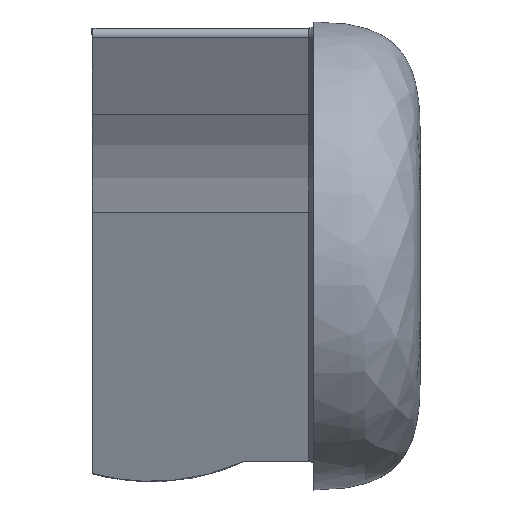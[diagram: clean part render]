
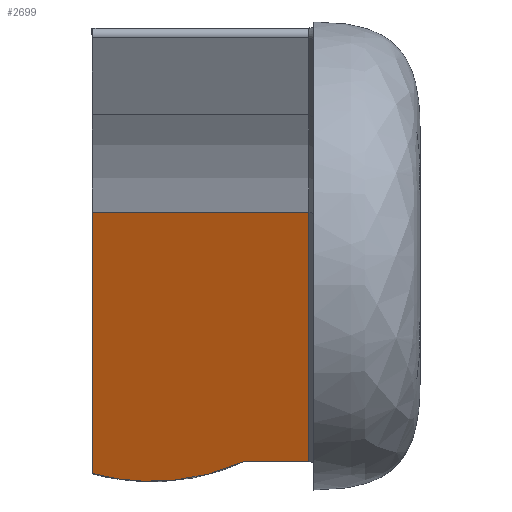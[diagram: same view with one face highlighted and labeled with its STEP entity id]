
A CAD part, top view. The second image highlights one B-rep face of the part: STEP entity #2699.
In plain terms, the highlighted planar face has unit normal (0, -0.342, 0.94).
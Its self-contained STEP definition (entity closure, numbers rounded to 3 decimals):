
#243 = VECTOR ( 'NONE', #4675, 1000. ) ;
#414 = VERTEX_POINT ( 'NONE', #3887 ) ;
#449 = VECTOR ( 'NONE', #722, 1000. ) ;
#555 = EDGE_CURVE ( 'NONE', #3121, #4255, #1784, .T. ) ;
#561 =( BOUNDED_CURVE ( )  B_SPLINE_CURVE ( 3, ( #1780, #1828, #2928, #3334 ),
 .UNSPECIFIED., .F., .T. ) 
 B_SPLINE_CURVE_WITH_KNOTS ( ( 4, 4 ),
 ( 2.721, 3.409 ),
 .UNSPECIFIED. ) 
 CURVE ( )  GEOMETRIC_REPRESENTATION_ITEM ( )  RATIONAL_B_SPLINE_CURVE ( ( 1., 0.961, 0.961, 1. ) ) 
 REPRESENTATION_ITEM ( '' )  );
#625 = VERTEX_POINT ( 'NONE', #1715 ) ;
#628 = AXIS2_PLACEMENT_3D ( 'NONE', #3891, #2869, #4357 ) ;
#674 = CARTESIAN_POINT ( 'NONE',  ( 16.165, -32.858, -51.866 ) ) ;
#722 = DIRECTION ( 'NONE',  ( -1., 0., 0. ) ) ;
#808 = B_SPLINE_CURVE_WITH_KNOTS ( 'NONE', 3,
 ( #3675, #4801, #4110, #674 ),
 .UNSPECIFIED., .F., .F.,
 ( 4, 4 ),
 ( 0.001, 0.002 ),
 .UNSPECIFIED. ) ;
#899 = DIRECTION ( 'NONE',  ( 0., 0.94, 0.342 ) ) ;
#960 = EDGE_CURVE ( 'NONE', #625, #4255, #1130, .T. ) ;
#1053 = ORIENTED_EDGE ( 'NONE', *, *, #960, .T. ) ;
#1130 = LINE ( 'NONE', #3795, #449 ) ;
#1364 = PLANE ( 'NONE',  #628 ) ;
#1395 = CARTESIAN_POINT ( 'NONE',  ( -17.5, 7.052, -37.34 ) ) ;
#1669 = CARTESIAN_POINT ( 'NONE',  ( 17.2, 12.826, -35.238 ) ) ;
#1715 = CARTESIAN_POINT ( 'NONE',  ( 17.2, 7.052, -37.34 ) ) ;
#1780 = CARTESIAN_POINT ( 'NONE',  ( 6.709, -32.858, -51.866 ) ) ;
#1784 = LINE ( 'NONE', #3620, #2035 ) ;
#1826 = ORIENTED_EDGE ( 'NONE', *, *, #4287, .F. ) ;
#1828 = CARTESIAN_POINT ( 'NONE',  ( -0.978, -36.299, -53.119 ) ) ;
#1861 = EDGE_LOOP ( 'NONE', ( #2175, #2692, #1053, #2874, #1826, #3068 ) ) ;
#2035 = VECTOR ( 'NONE', #3989, 1000. ) ;
#2049 = CARTESIAN_POINT ( 'NONE',  ( 18., -32.858, -51.866 ) ) ;
#2175 = ORIENTED_EDGE ( 'NONE', *, *, #3916, .F. ) ;
#2623 = EDGE_CURVE ( 'NONE', #3188, #4528, #3969, .T. ) ;
#2692 = ORIENTED_EDGE ( 'NONE', *, *, #2981, .T. ) ;
#2699 = ADVANCED_FACE ( 'NONE', ( #3229 ), #1364, .T. ) ;
#2740 = CARTESIAN_POINT ( 'NONE',  ( 6.709, -32.858, -51.866 ) ) ;
#2869 = DIRECTION ( 'NONE',  ( 0., -0.342, 0.94 ) ) ;
#2874 = ORIENTED_EDGE ( 'NONE', *, *, #555, .F. ) ;
#2928 = CARTESIAN_POINT ( 'NONE',  ( -9.376, -36.947, -53.354 ) ) ;
#2981 = EDGE_CURVE ( 'NONE', #414, #625, #4301, .T. ) ;
#3017 = CARTESIAN_POINT ( 'NONE',  ( -17.5, -34.724, -52.545 ) ) ;
#3068 = ORIENTED_EDGE ( 'NONE', *, *, #2623, .T. ) ;
#3121 = VERTEX_POINT ( 'NONE', #3017 ) ;
#3188 = VERTEX_POINT ( 'NONE', #2740 ) ;
#3229 = FACE_OUTER_BOUND ( 'NONE', #1861, .T. ) ;
#3334 = CARTESIAN_POINT ( 'NONE',  ( -17.5, -34.724, -52.545 ) ) ;
#3620 = CARTESIAN_POINT ( 'NONE',  ( -17.5, 12.826, -35.238 ) ) ;
#3675 = CARTESIAN_POINT ( 'NONE',  ( 17.2, -32.848, -51.862 ) ) ;
#3795 = CARTESIAN_POINT ( 'NONE',  ( -124.98, 7.052, -37.34 ) ) ;
#3887 = CARTESIAN_POINT ( 'NONE',  ( 17.2, -32.848, -51.862 ) ) ;
#3891 = CARTESIAN_POINT ( 'NONE',  ( 169.087, 12.826, -35.238 ) ) ;
#3916 = EDGE_CURVE ( 'NONE', #414, #4528, #808, .T. ) ;
#3943 = VECTOR ( 'NONE', #899, 1000. ) ;
#3969 = LINE ( 'NONE', #2049, #243 ) ;
#3989 = DIRECTION ( 'NONE',  ( 0., 0.94, 0.342 ) ) ;
#4110 = CARTESIAN_POINT ( 'NONE',  ( 16.51, -32.858, -51.866 ) ) ;
#4188 = CARTESIAN_POINT ( 'NONE',  ( 16.165, -32.858, -51.866 ) ) ;
#4255 = VERTEX_POINT ( 'NONE', #1395 ) ;
#4287 = EDGE_CURVE ( 'NONE', #3188, #3121, #561, .T. ) ;
#4301 = LINE ( 'NONE', #1669, #3943 ) ;
#4357 = DIRECTION ( 'NONE',  ( 0., -0.94, -0.342 ) ) ;
#4528 = VERTEX_POINT ( 'NONE', #4188 ) ;
#4675 = DIRECTION ( 'NONE',  ( 1., 0., 0. ) ) ;
#4801 = CARTESIAN_POINT ( 'NONE',  ( 16.855, -32.855, -51.865 ) ) ;
